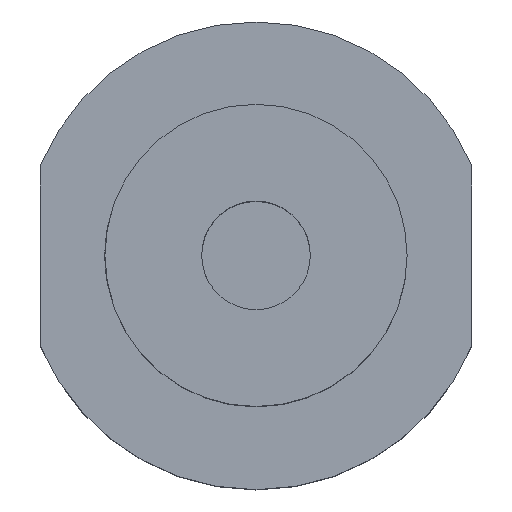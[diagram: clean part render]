
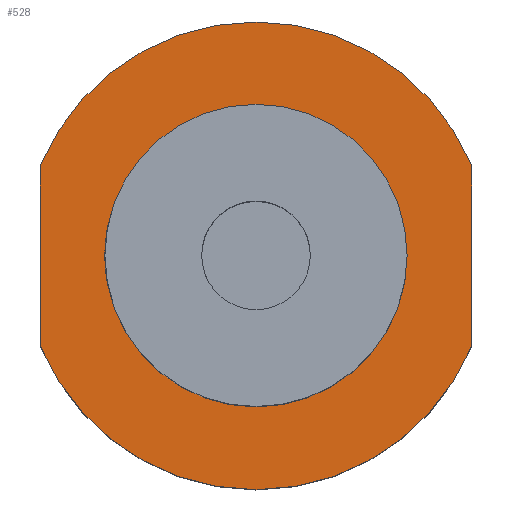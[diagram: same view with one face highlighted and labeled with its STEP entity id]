
A CAD part, top view. The second image highlights one B-rep face of the part: STEP entity #528.
In plain terms, the highlighted planar face has unit normal (0, 0, 1).
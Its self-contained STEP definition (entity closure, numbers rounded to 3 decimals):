
#3 = VERTEX_POINT ( 'NONE', #68 ) ;
#4 = CARTESIAN_POINT ( 'NONE',  ( -6., 0., 5. ) ) ;
#15 = DIRECTION ( 'NONE',  ( 0., 1., 0. ) ) ;
#21 = VERTEX_POINT ( 'NONE', #49 ) ;
#49 = CARTESIAN_POINT ( 'NONE',  ( 4.2, 0., 5. ) ) ;
#55 = VERTEX_POINT ( 'NONE', #113 ) ;
#58 = VERTEX_POINT ( 'NONE', #87 ) ;
#68 = CARTESIAN_POINT ( 'NONE',  ( -6., 2.5, 5. ) ) ;
#85 = VERTEX_POINT ( 'NONE', #96 ) ;
#87 = CARTESIAN_POINT ( 'NONE',  ( 6., 2.5, 5. ) ) ;
#89 = CARTESIAN_POINT ( 'NONE',  ( 0., 0., 5. ) ) ;
#96 = CARTESIAN_POINT ( 'NONE',  ( -6., -2.5, 5. ) ) ;
#98 = CARTESIAN_POINT ( 'NONE',  ( -4.2, 0., 5. ) ) ;
#113 = CARTESIAN_POINT ( 'NONE',  ( 6., -2.5, 5. ) ) ;
#122 = DIRECTION ( 'NONE',  ( 1., 0., 0. ) ) ;
#124 = DIRECTION ( 'NONE',  ( 0., 0., 1. ) ) ;
#128 = VERTEX_POINT ( 'NONE', #98 ) ;
#141 = EDGE_CURVE ( 'NONE', #85, #3, #337, .T. ) ;
#146 = AXIS2_PLACEMENT_3D ( 'NONE', #515, #489, #432 ) ;
#156 = AXIS2_PLACEMENT_3D ( 'NONE', #488, #457, #423 ) ;
#163 = EDGE_CURVE ( 'NONE', #85, #55, #375, .T. ) ;
#173 = AXIS2_PLACEMENT_3D ( 'NONE', #500, #482, #472 ) ;
#174 = EDGE_CURVE ( 'NONE', #58, #3, #333, .T. ) ;
#178 = EDGE_CURVE ( 'NONE', #128, #21, #313, .T. ) ;
#182 = AXIS2_PLACEMENT_3D ( 'NONE', #89, #124, #122 ) ;
#184 = EDGE_CURVE ( 'NONE', #21, #128, #324, .T. ) ;
#189 = EDGE_CURVE ( 'NONE', #55, #58, #290, .T. ) ;
#201 = AXIS2_PLACEMENT_3D ( 'NONE', #417, #412, #431 ) ;
#229 = ORIENTED_EDGE ( 'NONE', *, *, #163, .T. ) ;
#252 = EDGE_LOOP ( 'NONE', ( #343, #229, #361, #345 ) ) ;
#253 = EDGE_LOOP ( 'NONE', ( #371, #318 ) ) ;
#290 = LINE ( 'NONE', #459, #362 ) ;
#313 = CIRCLE ( 'NONE', #156, 4.2 ) ;
#318 = ORIENTED_EDGE ( 'NONE', *, *, #178, .F. ) ;
#324 = CIRCLE ( 'NONE', #146, 4.2 ) ;
#333 = CIRCLE ( 'NONE', #173, 6.5 ) ;
#337 = LINE ( 'NONE', #4, #367 ) ;
#343 = ORIENTED_EDGE ( 'NONE', *, *, #141, .F. ) ;
#344 = FACE_OUTER_BOUND ( 'NONE', #252, .T. ) ;
#345 = ORIENTED_EDGE ( 'NONE', *, *, #174, .T. ) ;
#361 = ORIENTED_EDGE ( 'NONE', *, *, #189, .T. ) ;
#362 = VECTOR ( 'NONE', #449, 1000. ) ;
#367 = VECTOR ( 'NONE', #15, 1000. ) ;
#371 = ORIENTED_EDGE ( 'NONE', *, *, #184, .F. ) ;
#375 = CIRCLE ( 'NONE', #182, 6.5 ) ;
#377 = FACE_BOUND ( 'NONE', #253, .T. ) ;
#401 = PLANE ( 'NONE',  #201 ) ;
#412 = DIRECTION ( 'NONE',  ( 0., 0., 1. ) ) ;
#417 = CARTESIAN_POINT ( 'NONE',  ( 0., 0., 5. ) ) ;
#423 = DIRECTION ( 'NONE',  ( 1., 0., 0. ) ) ;
#431 = DIRECTION ( 'NONE',  ( 1., 0., 0. ) ) ;
#432 = DIRECTION ( 'NONE',  ( 1., 0., 0. ) ) ;
#449 = DIRECTION ( 'NONE',  ( 0., 1., 0. ) ) ;
#457 = DIRECTION ( 'NONE',  ( 0., 0., 1. ) ) ;
#459 = CARTESIAN_POINT ( 'NONE',  ( 6., 0., 5. ) ) ;
#472 = DIRECTION ( 'NONE',  ( 1., 0., 0. ) ) ;
#482 = DIRECTION ( 'NONE',  ( 0., 0., 1. ) ) ;
#488 = CARTESIAN_POINT ( 'NONE',  ( 0., 0., 5. ) ) ;
#489 = DIRECTION ( 'NONE',  ( 0., 0., 1. ) ) ;
#500 = CARTESIAN_POINT ( 'NONE',  ( 0., 0., 5. ) ) ;
#515 = CARTESIAN_POINT ( 'NONE',  ( 0., 0., 5. ) ) ;
#528 = ADVANCED_FACE ( 'NONE', ( #344, #377 ), #401, .T. ) ;
